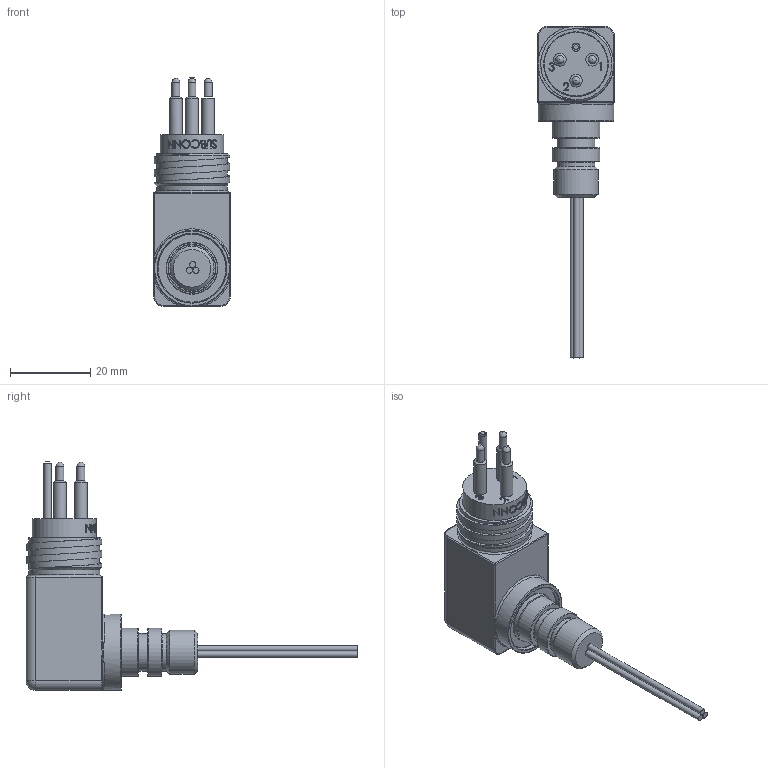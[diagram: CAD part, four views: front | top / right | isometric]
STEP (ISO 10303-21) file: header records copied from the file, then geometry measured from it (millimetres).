
FILE_DESCRIPTION(/* description */ (''),/* implementation_level */ '2;1');
FILE_NAME(/* name */ 'MCBHRA3MAS G2 2 O-ring.stp',/* time_stamp */ '2022-07-13T08:59:51+02:00',/* author */ ('sh'),/* organization */ (''),/* preprocessor_version */ 'ST-DEVELOPER v17',/* originating_system */ 'Autodesk Inventor 2019',/* authorisation */ '');
FILE_SCHEMA (('AUTOMOTIVE_DESIGN { 1 0 10303 214 3 1 1 }'));
Length unit declared in the file: millimetre
Products named in the file (1): MCBHRA3MAS G2 2 O-ring
Bounding box: 19.05 x 82.85 x 57.15 mm (x, y, z)
Volume: 15327.7 mm3; surface area: 6854.4 mm2
Topology: 1 solids, 2 shells, 259 faces, 680 edges, 451 vertices
Faces by surface type: bspline 93, plane 78, cylinder 54, torus 20, cone 10, sphere 4
Full cylindrical faces by diameter (mm): 1.524 x3, 1.981 x1, 1.986 x3, 2.007 x1, 3.175 x3, 7.239 x1, 9.398 x2, 11.024 x1, 11.938 x2, 12.7 x1, 15.875 x2, 17.145 x1, 17.628 x2, 18.847 x2, 18.923 x1
Entity records: 17435 total; most frequent: CARTESIAN_POINT 11123, ORIENTED_EDGE 1352, DIRECTION 1063, EDGE_CURVE 676, VERTEX_POINT 451, AXIS2_PLACEMENT_3D 405, EDGE_LOOP 289, FACE_OUTER_BOUND 259
